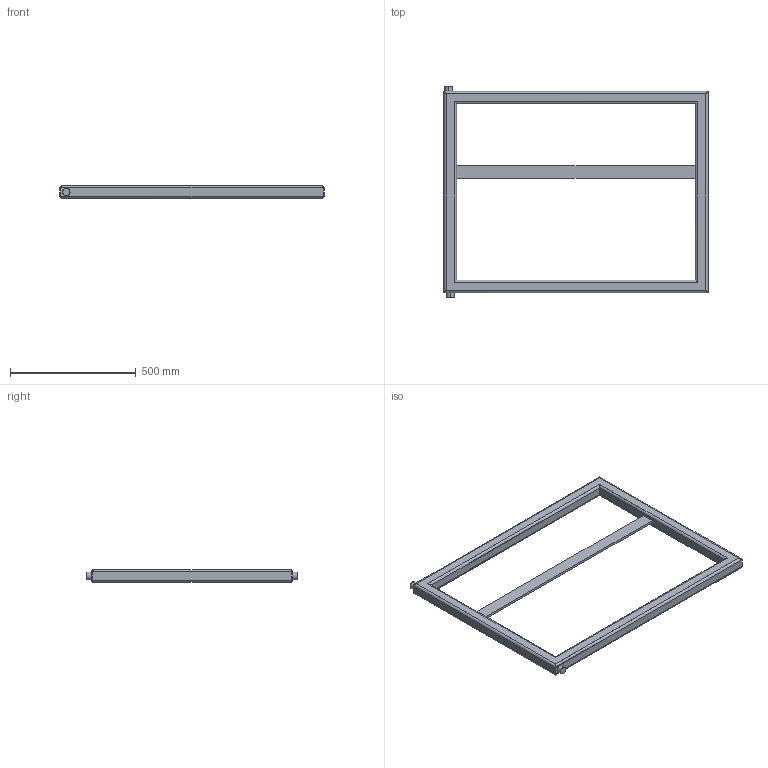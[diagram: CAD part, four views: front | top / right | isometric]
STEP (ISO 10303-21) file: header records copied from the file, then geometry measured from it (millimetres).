
FILE_DESCRIPTION (( 'STEP AP203' ), '1' );
FILE_NAME ('Vantail_Défaut_sldprt.STEP', '2016-04-22T08:44:24', ( '' ), ( '' ), 'SwSTEP 2.0', 'SolidWorks 2014', '' );
FILE_SCHEMA (( 'CONFIG_CONTROL_DESIGN' ));
Length unit declared in the file: millimetre
Products named in the file (1): Vantail_Défaut_sldprt
Bounding box: 1050 x 840 x 50 mm (x, y, z)
Volume: 2341930.7 mm3; surface area: 1342637.1 mm2
Topology: 1 solids, 2 shells, 62 faces, 136 edges, 80 vertices
Faces by surface type: cylinder 36, plane 26
Entity records: 2537 total; most frequent: CARTESIAN_POINT 1193, ORIENTED_EDGE 272, DIRECTION 234, EDGE_CURVE 136, VECTOR 92, LINE 92, VERTEX_POINT 80, AXIS2_PLACEMENT_3D 71
